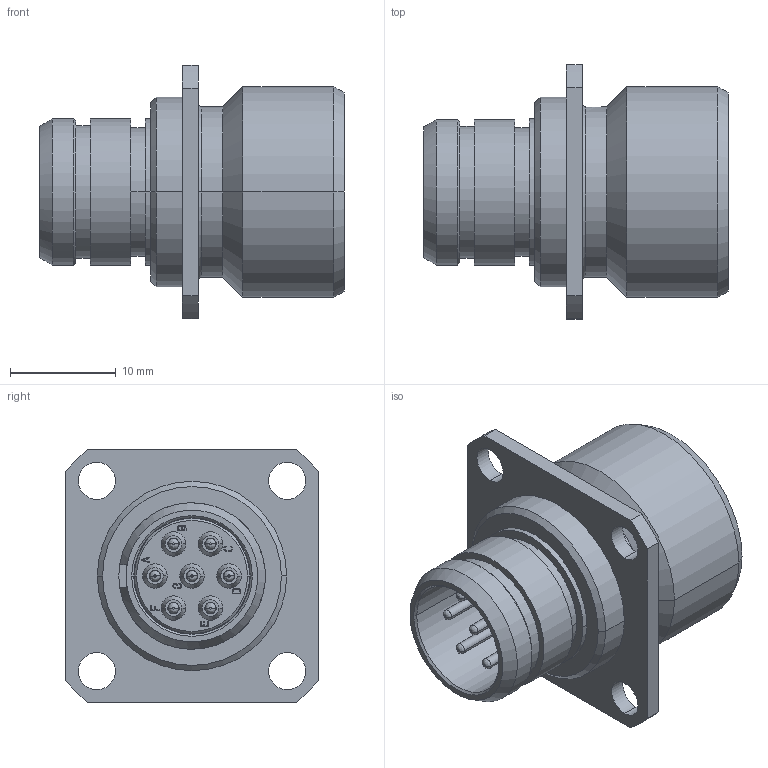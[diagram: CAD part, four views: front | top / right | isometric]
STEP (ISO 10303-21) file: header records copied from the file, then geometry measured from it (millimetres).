
FILE_DESCRIPTION((''),'2;1');
FILE_NAME('1332ER107MS','2021-02-03T07:38:42',('cgregory'),('NET AG system integration'),'CREO PARAMETRIC BY PTC INC, 2019292','CREO PARAMETRIC BY PTC INC, 2019292','');
FILE_SCHEMA(('AUTOMOTIVE_DESIGN { 1 0 10303 214 1 1 1 1 }'));
Length unit declared in the file: millimetre
Products named in the file (1): 1332ER107MS
Bounding box: 28.8 x 24 x 24 mm (x, y, z)
Volume: 4223.6 mm3; surface area: 7087.3 mm2
Topology: 1 solids, 5 shells, 1201 faces, 3083 edges, 1944 vertices
Faces by surface type: plane 532, cylinder 405, cone 123, torus 85, bspline 56
Entity records: 47019 total; most frequent: CARTESIAN_POINT 9593, ORIENTED_EDGE 6134, DIRECTION 5773, EDGE_CURVE 3069, AXIS2_PLACEMENT_3D 2122, VERTEX_POINT 1944, VECTOR 1526, LINE 1526
